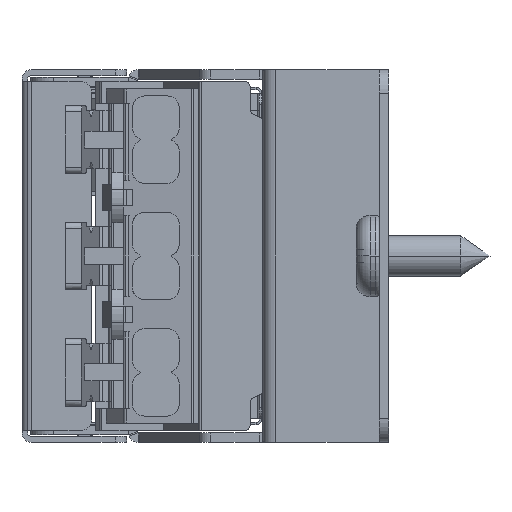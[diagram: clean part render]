
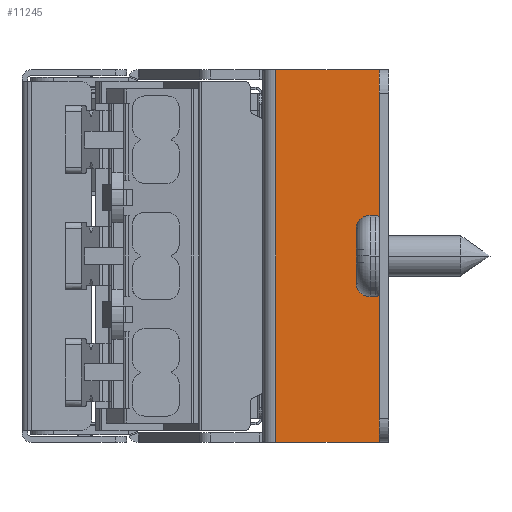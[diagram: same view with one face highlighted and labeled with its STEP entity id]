
A CAD part, left-side view. The second image highlights one B-rep face of the part: STEP entity #11245.
In plain terms, the highlighted face is planar.
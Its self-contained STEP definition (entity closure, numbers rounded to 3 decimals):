
#8413=DIRECTION('',(1.,0.,0.));
#8414=VECTOR('',#8413,32.);
#8415=CARTESIAN_POINT('',(-16.,-0.3,-106.5));
#8416=LINE('',#8415,#8414);
#8417=DIRECTION('',(0.,-1.,0.));
#8418=VECTOR('',#8417,8.884);
#8419=CARTESIAN_POINT('',(-16.,-0.3,-106.5));
#8420=LINE('',#8419,#8418);
#8433=DIRECTION('',(0.,-1.,0.));
#8434=VECTOR('',#8433,8.884);
#8435=CARTESIAN_POINT('',(16.,-0.3,-106.5));
#8436=LINE('',#8435,#8434);
#8459=DIRECTION('',(1.,0.,0.));
#8460=VECTOR('',#8459,32.);
#8461=CARTESIAN_POINT('',(-16.,-9.184,-106.5));
#8462=LINE('',#8461,#8460);
#9368=CARTESIAN_POINT('',(-16.,-0.3,-106.5));
#9370=VERTEX_POINT('',#9368);
#9371=CARTESIAN_POINT('',(-16.,-9.184,-106.5));
#9372=VERTEX_POINT('',#9371);
#9376=CARTESIAN_POINT('',(16.,-0.3,-106.5));
#9378=VERTEX_POINT('',#9376);
#9379=CARTESIAN_POINT('',(16.,-9.184,-106.5));
#9380=VERTEX_POINT('',#9379);
#11231=CARTESIAN_POINT('',(-16.,-0.3,-106.5));
#11232=DIRECTION('',(0.,0.,1.));
#11233=DIRECTION('',(0.,-1.,0.));
#11234=AXIS2_PLACEMENT_3D('',#11231,#11232,#11233);
#11235=PLANE('',#11234);
#11237=ORIENTED_EDGE('',*,*,#11236,.T.);
#11239=ORIENTED_EDGE('',*,*,#11238,.T.);
#11241=ORIENTED_EDGE('',*,*,#11240,.F.);
#11242=ORIENTED_EDGE('',*,*,#11222,.F.);
#11243=EDGE_LOOP('',(#11237,#11239,#11241,#11242));
#11244=FACE_OUTER_BOUND('',#11243,.F.);
#11222=EDGE_CURVE('',#9370,#9378,#8416,.T.);
#11236=EDGE_CURVE('',#9370,#9372,#8420,.T.);
#11238=EDGE_CURVE('',#9372,#9380,#8462,.T.);
#11240=EDGE_CURVE('',#9378,#9380,#8436,.T.);
#11245=ADVANCED_FACE('',(#11244),#11235,.F.);
